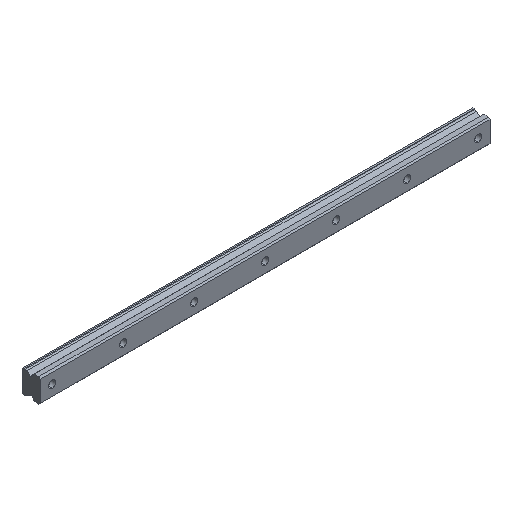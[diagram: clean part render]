
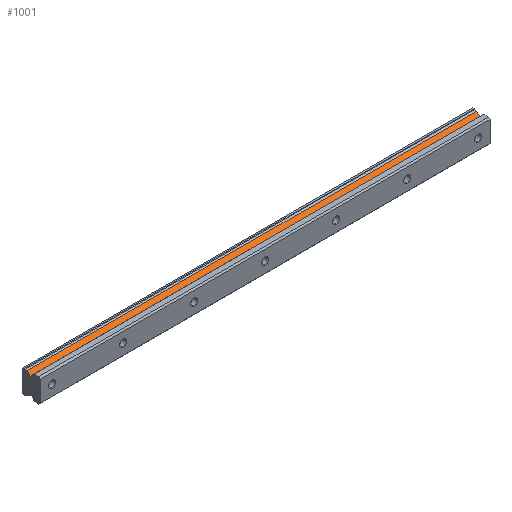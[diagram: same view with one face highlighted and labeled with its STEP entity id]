
A CAD part, isometric view. The second image highlights one B-rep face of the part: STEP entity #1001.
In plain terms, the highlighted planar face has unit normal (0, -0.506, 0.863).
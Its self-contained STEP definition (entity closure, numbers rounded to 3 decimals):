
#29 = LINE ( 'NONE', #798, #2014 ) ;
#133 = LINE ( 'NONE', #1241, #1351 ) ;
#281 = DIRECTION ( 'NONE',  ( 0., -0.862, -0.506 ) ) ;
#289 = DIRECTION ( 'NONE',  ( -1., 0., 0. ) ) ;
#345 = DIRECTION ( 'NONE',  ( 0., 0.862, 0.506 ) ) ;
#346 = EDGE_CURVE ( 'NONE', #638, #1041, #29, .T. ) ;
#374 = PLANE ( 'NONE',  #1775 ) ;
#403 = CARTESIAN_POINT ( 'NONE',  ( 370., 11.593, 9.004 ) ) ;
#484 = ORIENTED_EDGE ( 'NONE', *, *, #1305, .F. ) ;
#501 = VECTOR ( 'NONE', #289, 1000. ) ;
#530 = VECTOR ( 'NONE', #1391, 1000. ) ;
#626 = CARTESIAN_POINT ( 'NONE',  ( -10., 8.166, 6.994 ) ) ;
#638 = VERTEX_POINT ( 'NONE', #1171 ) ;
#655 = CARTESIAN_POINT ( 'NONE',  ( 370., 11.593, 9.004 ) ) ;
#748 = CARTESIAN_POINT ( 'NONE',  ( 370., 8.166, 6.994 ) ) ;
#786 = VERTEX_POINT ( 'NONE', #626 ) ;
#798 = CARTESIAN_POINT ( 'NONE',  ( 370., 11.593, 9.004 ) ) ;
#903 = LINE ( 'NONE', #1533, #530 ) ;
#955 = FACE_OUTER_BOUND ( 'NONE', #1649, .T. ) ;
#970 = VERTEX_POINT ( 'NONE', #1285 ) ;
#1001 = ADVANCED_FACE ( 'NONE', ( #955 ), #374, .F. ) ;
#1041 = VERTEX_POINT ( 'NONE', #403 ) ;
#1086 = ORIENTED_EDGE ( 'NONE', *, *, #346, .F. ) ;
#1171 = CARTESIAN_POINT ( 'NONE',  ( -10., 11.593, 9.004 ) ) ;
#1241 = CARTESIAN_POINT ( 'NONE',  ( 370., 11.593, 9.004 ) ) ;
#1246 = DIRECTION ( 'NONE',  ( 1., 0., 0. ) ) ;
#1285 = CARTESIAN_POINT ( 'NONE',  ( 370., 8.166, 6.994 ) ) ;
#1305 = EDGE_CURVE ( 'NONE', #1041, #970, #133, .T. ) ;
#1313 = EDGE_CURVE ( 'NONE', #638, #786, #903, .T. ) ;
#1321 = EDGE_CURVE ( 'NONE', #970, #786, #1695, .T. ) ;
#1351 = VECTOR ( 'NONE', #281, 1000. ) ;
#1391 = DIRECTION ( 'NONE',  ( 0., -0.862, -0.506 ) ) ;
#1533 = CARTESIAN_POINT ( 'NONE',  ( -10., 11.593, 9.004 ) ) ;
#1649 = EDGE_LOOP ( 'NONE', ( #1890, #484, #1086, #1755 ) ) ;
#1695 = LINE ( 'NONE', #748, #501 ) ;
#1749 = DIRECTION ( 'NONE',  ( 0., 0.506, -0.862 ) ) ;
#1755 = ORIENTED_EDGE ( 'NONE', *, *, #1313, .T. ) ;
#1775 = AXIS2_PLACEMENT_3D ( 'NONE', #655, #1749, #345 ) ;
#1890 = ORIENTED_EDGE ( 'NONE', *, *, #1321, .F. ) ;
#2014 = VECTOR ( 'NONE', #1246, 1000. ) ;
